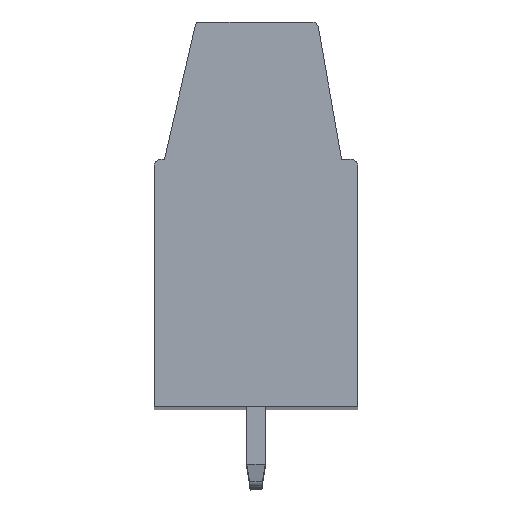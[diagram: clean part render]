
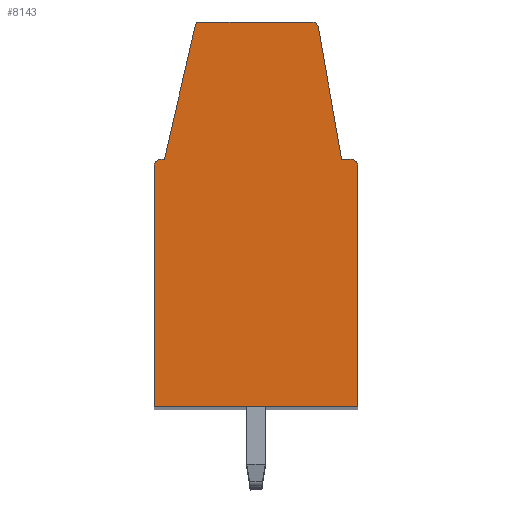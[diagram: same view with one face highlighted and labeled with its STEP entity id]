
A CAD part, top view. The second image highlights one B-rep face of the part: STEP entity #8143.
In plain terms, the highlighted planar face has unit normal (0, 0, 1).
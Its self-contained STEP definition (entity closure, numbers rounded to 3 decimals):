
#24=DIRECTION('',(0.225,0.974,0.));
#25=VECTOR('',#24,5.999);
#26=CARTESIAN_POINT('',(-4.,3.55,77.5));
#27=LINE('',#26,#25);
#28=CARTESIAN_POINT('',(-2.456,9.35,77.5));
#29=DIRECTION('',(0.,0.,-1.));
#30=DIRECTION('',(-0.974,0.225,0.));
#31=AXIS2_PLACEMENT_3D('',#28,#29,#30);
#33=DIRECTION('',(1.,0.,0.));
#34=VECTOR('',#33,4.886);
#35=CARTESIAN_POINT('',(-2.456,9.55,77.5));
#36=LINE('',#35,#34);
#37=CARTESIAN_POINT('',(2.43,9.25,77.5));
#38=DIRECTION('',(0.,0.,-1.));
#39=DIRECTION('',(0.,1.,0.));
#40=AXIS2_PLACEMENT_3D('',#37,#38,#39);
#42=DIRECTION('',(0.174,-0.985,0.));
#43=VECTOR('',#42,5.841);
#44=CARTESIAN_POINT('',(2.726,9.302,77.5));
#45=LINE('',#44,#43);
#46=DIRECTION('',(1.,0.,0.));
#47=VECTOR('',#46,0.41);
#48=CARTESIAN_POINT('',(3.74,3.55,77.5));
#49=LINE('',#48,#47);
#50=CARTESIAN_POINT('',(4.15,3.25,77.5));
#51=DIRECTION('',(0.,0.,-1.));
#52=DIRECTION('',(0.,1.,0.));
#53=AXIS2_PLACEMENT_3D('',#50,#51,#52);
#55=DIRECTION('',(0.,-1.,0.));
#56=VECTOR('',#55,10.5);
#57=CARTESIAN_POINT('',(4.45,3.25,77.5));
#58=LINE('',#57,#56);
#59=DIRECTION('',(-1.,0.,0.));
#60=VECTOR('',#59,8.9);
#61=CARTESIAN_POINT('',(4.45,-7.25,77.5));
#62=LINE('',#61,#60);
#63=DIRECTION('',(0.,1.,0.));
#64=VECTOR('',#63,10.5);
#65=CARTESIAN_POINT('',(-4.45,-7.25,77.5));
#66=LINE('',#65,#64);
#67=CARTESIAN_POINT('',(-4.15,3.25,77.5));
#68=DIRECTION('',(0.,0.,-1.));
#69=DIRECTION('',(-1.,0.,0.));
#70=AXIS2_PLACEMENT_3D('',#67,#68,#69);
#72=DIRECTION('',(1.,0.,0.));
#73=VECTOR('',#72,0.15);
#74=CARTESIAN_POINT('',(-4.15,3.55,77.5));
#75=LINE('',#74,#73);
#6512=CARTESIAN_POINT('',(-4.,3.55,77.5));
#6513=CARTESIAN_POINT('',(-2.651,9.395,77.5));
#6514=VERTEX_POINT('',#6512);
#6515=VERTEX_POINT('',#6513);
#6516=CARTESIAN_POINT('',(-4.15,3.55,77.5));
#6517=VERTEX_POINT('',#6516);
#6518=CARTESIAN_POINT('',(-4.45,3.25,77.5));
#6519=VERTEX_POINT('',#6518);
#6520=CARTESIAN_POINT('',(-4.45,-7.25,77.5));
#6521=VERTEX_POINT('',#6520);
#6522=CARTESIAN_POINT('',(4.45,-7.25,77.5));
#6523=VERTEX_POINT('',#6522);
#6524=CARTESIAN_POINT('',(4.45,3.25,77.5));
#6525=VERTEX_POINT('',#6524);
#6526=CARTESIAN_POINT('',(4.15,3.55,77.5));
#6527=VERTEX_POINT('',#6526);
#6528=CARTESIAN_POINT('',(3.74,3.55,77.5));
#6529=VERTEX_POINT('',#6528);
#6530=CARTESIAN_POINT('',(2.726,9.302,77.5));
#6531=VERTEX_POINT('',#6530);
#6532=CARTESIAN_POINT('',(2.43,9.55,77.5));
#6533=VERTEX_POINT('',#6532);
#6534=CARTESIAN_POINT('',(-2.456,9.55,77.5));
#6535=VERTEX_POINT('',#6534);
#8112=CARTESIAN_POINT('',(0.,0.,77.5));
#8113=DIRECTION('',(0.,0.,1.));
#8114=DIRECTION('',(1.,0.,0.));
#8115=AXIS2_PLACEMENT_3D('',#8112,#8113,#8114);
#8116=PLANE('',#8115);
#8118=ORIENTED_EDGE('',*,*,#8117,.T.);
#8120=ORIENTED_EDGE('',*,*,#8119,.T.);
#8122=ORIENTED_EDGE('',*,*,#8121,.T.);
#8124=ORIENTED_EDGE('',*,*,#8123,.T.);
#8126=ORIENTED_EDGE('',*,*,#8125,.T.);
#8128=ORIENTED_EDGE('',*,*,#8127,.T.);
#8130=ORIENTED_EDGE('',*,*,#8129,.T.);
#8132=ORIENTED_EDGE('',*,*,#8131,.T.);
#8134=ORIENTED_EDGE('',*,*,#8133,.T.);
#8136=ORIENTED_EDGE('',*,*,#8135,.T.);
#8138=ORIENTED_EDGE('',*,*,#8137,.T.);
#8140=ORIENTED_EDGE('',*,*,#8139,.T.);
#8141=EDGE_LOOP('',(#8118,#8120,#8122,#8124,#8126,#8128,#8130,#8132,#8134,#8136,
#8138,#8140));
#8142=FACE_OUTER_BOUND('',#8141,.F.);
#32=CIRCLE('',#31,0.2);
#41=CIRCLE('',#40,0.3);
#54=CIRCLE('',#53,0.3);
#71=CIRCLE('',#70,0.3);
#8117=EDGE_CURVE('',#6514,#6515,#27,.T.);
#8119=EDGE_CURVE('',#6515,#6535,#32,.T.);
#8121=EDGE_CURVE('',#6535,#6533,#36,.T.);
#8123=EDGE_CURVE('',#6533,#6531,#41,.T.);
#8125=EDGE_CURVE('',#6531,#6529,#45,.T.);
#8127=EDGE_CURVE('',#6529,#6527,#49,.T.);
#8129=EDGE_CURVE('',#6527,#6525,#54,.T.);
#8131=EDGE_CURVE('',#6525,#6523,#58,.T.);
#8133=EDGE_CURVE('',#6523,#6521,#62,.T.);
#8135=EDGE_CURVE('',#6521,#6519,#66,.T.);
#8137=EDGE_CURVE('',#6519,#6517,#71,.T.);
#8139=EDGE_CURVE('',#6517,#6514,#75,.T.);
#8143=ADVANCED_FACE('',(#8142),#8116,.T.);
